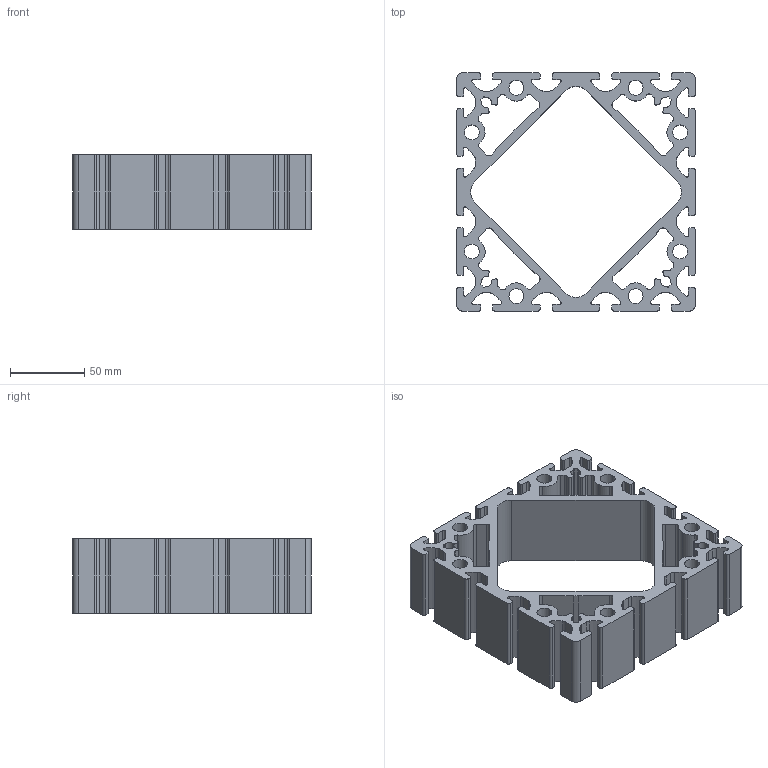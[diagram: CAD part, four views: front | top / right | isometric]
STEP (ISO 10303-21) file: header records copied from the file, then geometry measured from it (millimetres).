
FILE_DESCRIPTION (( 'STEP AP214' ), '1' );
FILE_NAME ('BASE08E0211-Profilé 8 160x160 léger.step', '2023-03-24T09:43:53', ( 'Altae' ), ( '' ), 'SwSTEP 2.0', 'SolidWorks 2021', '' );
FILE_SCHEMA (( 'AUTOMOTIVE_DESIGN' ));
Length unit declared in the file: millimetre
Products named in the file (1): BASE08E0211-Profilé 8 160x160 léger
Bounding box: 160 x 160 x 50 mm (x, y, z)
Volume: 386475.6 mm3; surface area: 141525.9 mm2
Topology: 1 solids, 1 shells, 449 faces, 1341 edges, 894 vertices
Faces by surface type: cylinder 299, plane 150
Entity records: 15459 total; most frequent: DIRECTION 2839, CARTESIAN_POINT 2685, ORIENTED_EDGE 2682, EDGE_CURVE 1341, AXIS2_PLACEMENT_3D 1048, VERTEX_POINT 894, LINE 743, VECTOR 743
